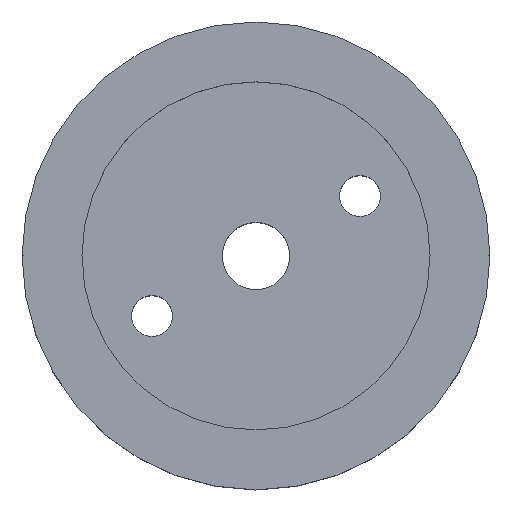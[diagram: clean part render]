
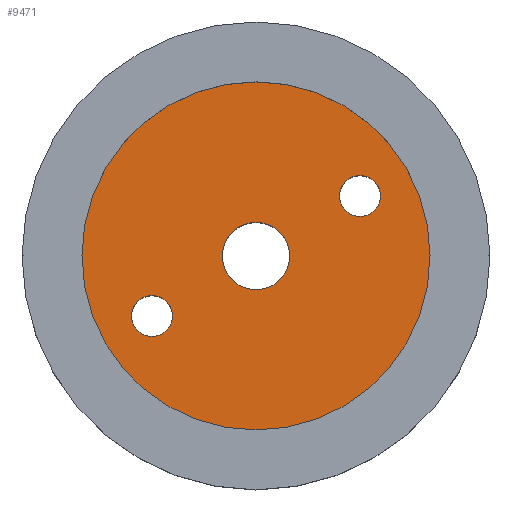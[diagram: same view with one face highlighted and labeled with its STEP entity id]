
A CAD part, top view. The second image highlights one B-rep face of the part: STEP entity #9471.
In plain terms, the highlighted planar face has unit normal (0, 0, 1).
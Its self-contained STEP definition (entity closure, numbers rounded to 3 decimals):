
#665 = CARTESIAN_POINT ( 'NONE',  ( -2.8, 0., 0.736 ) ) ;
#730 = EDGE_LOOP ( 'NONE', ( #1758, #15877 ) ) ;
#833 = EDGE_LOOP ( 'NONE', ( #15328, #9690 ) ) ;
#911 = DIRECTION ( 'NONE',  ( -1., 0., 0. ) ) ;
#982 = AXIS2_PLACEMENT_3D ( 'NONE', #10172, #14112, #15396 ) ;
#1185 = AXIS2_PLACEMENT_3D ( 'NONE', #14183, #2574, #11362 ) ;
#1687 = DIRECTION ( 'NONE',  ( -1., 0., 0. ) ) ;
#1758 = ORIENTED_EDGE ( 'NONE', *, *, #16678, .T. ) ;
#2168 = CARTESIAN_POINT ( 'NONE',  ( -14.5, 0., 0.736 ) ) ;
#2356 = FACE_OUTER_BOUND ( 'NONE', #11206, .T. ) ;
#2571 = CARTESIAN_POINT ( 'NONE',  ( 10.36, 5., 0.736 ) ) ;
#2574 = DIRECTION ( 'NONE',  ( 0., 0., -1. ) ) ;
#2620 = CIRCLE ( 'NONE', #982, 2.8 ) ;
#2683 = EDGE_CURVE ( 'NONE', #10005, #13180, #12078, .T. ) ;
#2933 = VERTEX_POINT ( 'NONE', #15448 ) ;
#3116 = DIRECTION ( 'NONE',  ( 0., 0., -1. ) ) ;
#3517 = DIRECTION ( 'NONE',  ( 0., 0., -1. ) ) ;
#3632 = AXIS2_PLACEMENT_3D ( 'NONE', #7529, #14114, #8723 ) ;
#3687 = AXIS2_PLACEMENT_3D ( 'NONE', #12334, #12508, #4569 ) ;
#4157 = VERTEX_POINT ( 'NONE', #2571 ) ;
#4186 = CIRCLE ( 'NONE', #6640, 14.5 ) ;
#4435 = EDGE_CURVE ( 'NONE', #2933, #5195, #4186, .T. ) ;
#4569 = DIRECTION ( 'NONE',  ( -1., 0., 0. ) ) ;
#4968 = CARTESIAN_POINT ( 'NONE',  ( -10.36, -5., 0.736 ) ) ;
#5175 = EDGE_CURVE ( 'NONE', #5195, #2933, #12918, .T. ) ;
#5195 = VERTEX_POINT ( 'NONE', #2168 ) ;
#5931 = DIRECTION ( 'NONE',  ( 0., 0., -1. ) ) ;
#6016 = CARTESIAN_POINT ( 'NONE',  ( 0., 0., 0.736 ) ) ;
#6640 = AXIS2_PLACEMENT_3D ( 'NONE', #12086, #5931, #1687 ) ;
#7093 = DIRECTION ( 'NONE',  ( 0., 0., -1. ) ) ;
#7131 = VERTEX_POINT ( 'NONE', #14196 ) ;
#7385 = ORIENTED_EDGE ( 'NONE', *, *, #9777, .T. ) ;
#7529 = CARTESIAN_POINT ( 'NONE',  ( 0., 0., 0.736 ) ) ;
#7551 = FACE_BOUND ( 'NONE', #833, .T. ) ;
#7820 = AXIS2_PLACEMENT_3D ( 'NONE', #10859, #7093, #16086 ) ;
#7891 = EDGE_CURVE ( 'NONE', #4157, #9368, #11315, .T. ) ;
#8326 = AXIS2_PLACEMENT_3D ( 'NONE', #6016, #10108, #911 ) ;
#8336 = ORIENTED_EDGE ( 'NONE', *, *, #2683, .T. ) ;
#8555 = ORIENTED_EDGE ( 'NONE', *, *, #4435, .F. ) ;
#8660 = FACE_BOUND ( 'NONE', #10646, .T. ) ;
#8721 = DIRECTION ( 'NONE',  ( -1., 0., 0. ) ) ;
#8723 = DIRECTION ( 'NONE',  ( -1., 0., 0. ) ) ;
#8813 = ORIENTED_EDGE ( 'NONE', *, *, #5175, .F. ) ;
#8893 = CARTESIAN_POINT ( 'NONE',  ( -8.66, -5., 0.736 ) ) ;
#9202 = VERTEX_POINT ( 'NONE', #4968 ) ;
#9368 = VERTEX_POINT ( 'NONE', #11334 ) ;
#9471 = ADVANCED_FACE ( 'NONE', ( #9858, #7551, #8660, #2356 ), #11309, .T. ) ;
#9690 = ORIENTED_EDGE ( 'NONE', *, *, #14064, .T. ) ;
#9777 = EDGE_CURVE ( 'NONE', #13180, #10005, #2620, .T. ) ;
#9858 = FACE_BOUND ( 'NONE', #730, .T. ) ;
#9873 = EDGE_CURVE ( 'NONE', #9202, #7131, #10513, .T. ) ;
#10005 = VERTEX_POINT ( 'NONE', #16756 ) ;
#10108 = DIRECTION ( 'NONE',  ( 0., 0., 1. ) ) ;
#10172 = CARTESIAN_POINT ( 'NONE',  ( 0., 0., 0.736 ) ) ;
#10513 = CIRCLE ( 'NONE', #13512, 1.7 ) ;
#10646 = EDGE_LOOP ( 'NONE', ( #7385, #8336 ) ) ;
#10790 = CARTESIAN_POINT ( 'NONE',  ( 8.66, 5., 0.736 ) ) ;
#10859 = CARTESIAN_POINT ( 'NONE',  ( -8.66, -5., 0.736 ) ) ;
#11206 = EDGE_LOOP ( 'NONE', ( #8813, #8555 ) ) ;
#11309 = PLANE ( 'NONE',  #8326 ) ;
#11315 = CIRCLE ( 'NONE', #3687, 1.7 ) ;
#11334 = CARTESIAN_POINT ( 'NONE',  ( 6.96, 5., 0.736 ) ) ;
#11362 = DIRECTION ( 'NONE',  ( -1., 0., 0. ) ) ;
#11364 = CIRCLE ( 'NONE', #7820, 1.7 ) ;
#12078 = CIRCLE ( 'NONE', #1185, 2.8 ) ;
#12086 = CARTESIAN_POINT ( 'NONE',  ( 0., 0., 0.736 ) ) ;
#12334 = CARTESIAN_POINT ( 'NONE',  ( 8.66, 5., 0.736 ) ) ;
#12508 = DIRECTION ( 'NONE',  ( 0., 0., -1. ) ) ;
#12918 = CIRCLE ( 'NONE', #3632, 14.5 ) ;
#13011 = CIRCLE ( 'NONE', #16015, 1.7 ) ;
#13180 = VERTEX_POINT ( 'NONE', #665 ) ;
#13512 = AXIS2_PLACEMENT_3D ( 'NONE', #8893, #3517, #8721 ) ;
#14064 = EDGE_CURVE ( 'NONE', #9368, #4157, #13011, .T. ) ;
#14112 = DIRECTION ( 'NONE',  ( 0., 0., -1. ) ) ;
#14114 = DIRECTION ( 'NONE',  ( 0., 0., -1. ) ) ;
#14183 = CARTESIAN_POINT ( 'NONE',  ( 0., 0., 0.736 ) ) ;
#14196 = CARTESIAN_POINT ( 'NONE',  ( -6.96, -5., 0.736 ) ) ;
#15328 = ORIENTED_EDGE ( 'NONE', *, *, #7891, .T. ) ;
#15396 = DIRECTION ( 'NONE',  ( -1., 0., 0. ) ) ;
#15448 = CARTESIAN_POINT ( 'NONE',  ( 14.5, 0., 0.736 ) ) ;
#15877 = ORIENTED_EDGE ( 'NONE', *, *, #9873, .T. ) ;
#16015 = AXIS2_PLACEMENT_3D ( 'NONE', #10790, #3116, #16023 ) ;
#16023 = DIRECTION ( 'NONE',  ( -1., 0., 0. ) ) ;
#16086 = DIRECTION ( 'NONE',  ( -1., 0., 0. ) ) ;
#16678 = EDGE_CURVE ( 'NONE', #7131, #9202, #11364, .T. ) ;
#16756 = CARTESIAN_POINT ( 'NONE',  ( 2.8, 0., 0.736 ) ) ;
